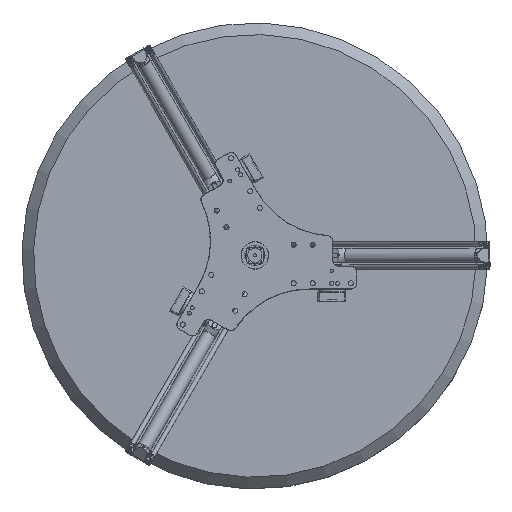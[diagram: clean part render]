
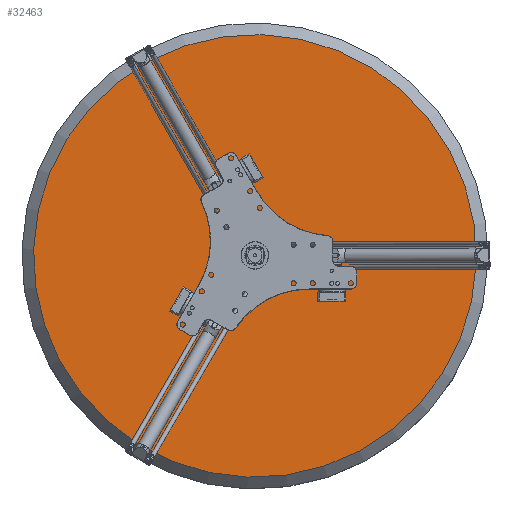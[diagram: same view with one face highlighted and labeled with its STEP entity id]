
A CAD part, top view. The second image highlights one B-rep face of the part: STEP entity #32463.
In plain terms, the highlighted face is planar.
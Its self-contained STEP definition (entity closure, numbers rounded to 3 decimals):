
#3382=CIRCLE('',#36094,950.);
#5740=FACE_OUTER_BOUND('',#8034,.T.);
#8034=EDGE_LOOP('',(#27461));
#15587=VERTEX_POINT('',#59880);
#19651=EDGE_CURVE('',#15587,#15587,#3382,.T.);
#27461=ORIENTED_EDGE('',*,*,#19651,.F.);
#30867=PLANE('',#36100);
#32463=ADVANCED_FACE('',(#5740),#30867,.T.);
#36094=AXIS2_PLACEMENT_3D('',#59881,#44120,#44121);
#36100=AXIS2_PLACEMENT_3D('',#59893,#44134,#44135);
#44120=DIRECTION('center_axis',(0.,0.,1.));
#44121=DIRECTION('ref_axis',(0.,1.,0.));
#44134=DIRECTION('center_axis',(0.,0.,-1.));
#44135=DIRECTION('ref_axis',(-1.,0.,0.));
#59880=CARTESIAN_POINT('',(0.,-950.,-200.));
#59881=CARTESIAN_POINT('Origin',(0.,0.,-200.));
#59893=CARTESIAN_POINT('Origin',(0.,-500.,-200.));
